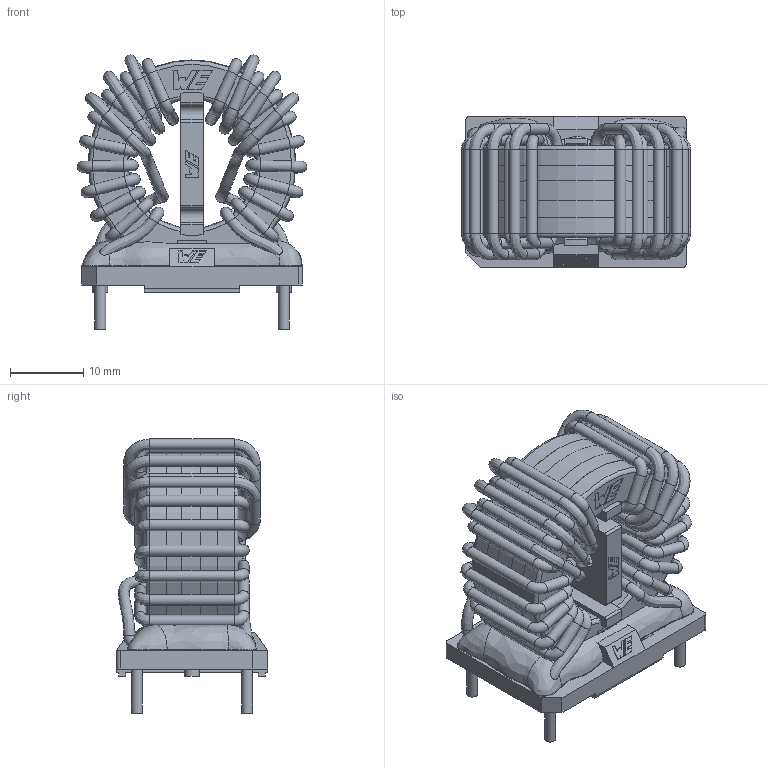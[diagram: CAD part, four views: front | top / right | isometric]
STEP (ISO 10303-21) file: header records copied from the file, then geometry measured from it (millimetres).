
FILE_DESCRIPTION(/* description */ ('Unknown'),/* implementation_level */ '2;1');
FILE_NAME(/* name */ '7448051307',/* time_stamp */ '2024-01-10T07:46:18+01:00',/* author */ ('Unknown'),/* organization */ ('Unknown'),/* preprocessor_version */ 'ST-DEVELOPER v16.7',/* originating_system */ 'Solid Edge',/* authorisation */ 'Unknown');
FILE_SCHEMA (('AUTOMOTIVE_DESIGN {1 0 10303 214 3 1 1}'));
Length unit declared in the file: millimetre
Products named in the file (11): 7448051307; Case_XL; CASE-T2520-A; CORE-252010; CASE-T2520-B; PRT0001; turns; tesaXL; spacer XL; base plate XL; Glue
Assembly tree (10 placements, depth 3):
  7448051307
    Case_XL
      CASE-T2520-A
      CORE-252010
      CASE-T2520-B
      PRT0001
    turns
    tesaXL
    spacer XL
    base plate XL
    Glue
Bounding box: 31.23 x 20.6 x 37.34 mm (x, y, z)
Volume: 9347.6 mm3; surface area: 17783.8 mm2
Topology: 9 solids, 9 shells, 676 faces, 1709 edges, 1074 vertices
Faces by surface type: plane 353, cylinder 165, bspline 85, torus 62, cone 11
Full cylindrical faces by diameter (mm): 1.5 x98, 1.7 x12, 2 x6, 17.6 x1, 19.4 x2, 20 x1, 25 x1, 25.6 x2, 28.2 x1, 28.23 x1, 28.31 x1
Entity records: 41601 total; most frequent: CARTESIAN_POINT 24614, DIRECTION 2927, ORIENTED_EDGE 2824, EDGE_CURVE 1412, VERTEX_POINT 1037, AXIS2_PLACEMENT_3D 1006, EDGE_LOOP 999, FACE_BOUND 999
